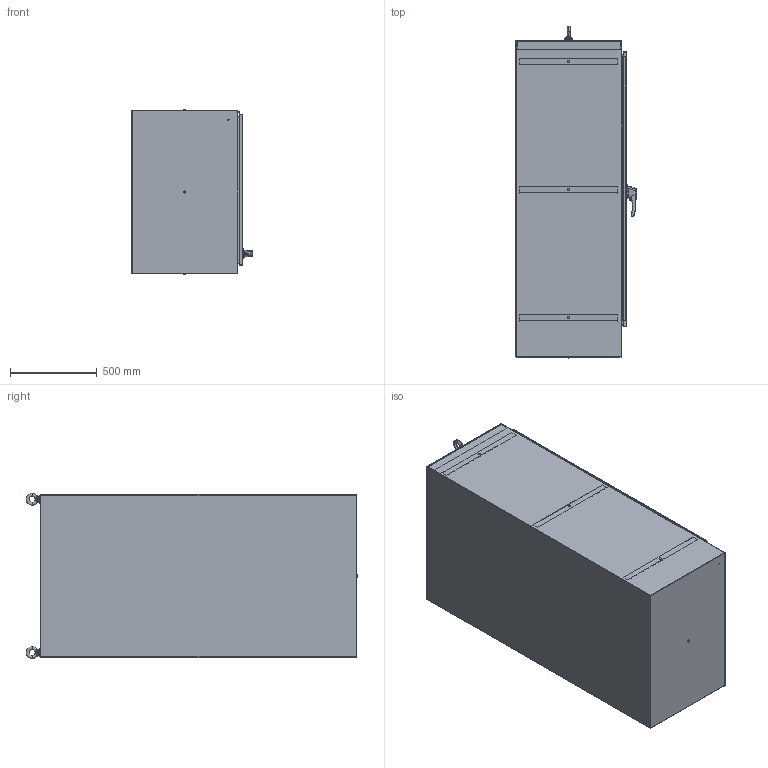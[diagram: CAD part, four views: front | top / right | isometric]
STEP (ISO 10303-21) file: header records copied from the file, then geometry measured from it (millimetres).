
FILE_DESCRIPTION (( 'STEP AP214' ), '1' );
FILE_NAME ('HN4FS723724.STEP', '2019-09-03T19:17:26', ( '' ), ( '' ), 'SwSTEP 2.0', 'SolidWorks 2018', '' );
FILE_SCHEMA (( 'AUTOMOTIVE_DESIGN' ));
Length unit declared in the file: inch
Products named in the file (1): HN4FS723724
Bounding box: 694.99 x 1917.28 x 955.14 mm (x, y, z)
Volume: 20073101.2 mm3; surface area: 16617957.4 mm2
Topology: 56 solids, 57 shells, 1971 faces, 5265 edges, 3414 vertices
Faces by surface type: plane 921, cylinder 885, cone 78, bspline 71, torus 16
Entity records: 99562 total; most frequent: CARTESIAN_POINT 24315, ORIENTED_EDGE 10498, DIRECTION 10407, EDGE_CURVE 5249, AXIS2_PLACEMENT_3D 3701, VERTEX_POINT 3414, VECTOR 3005, LINE 3005
